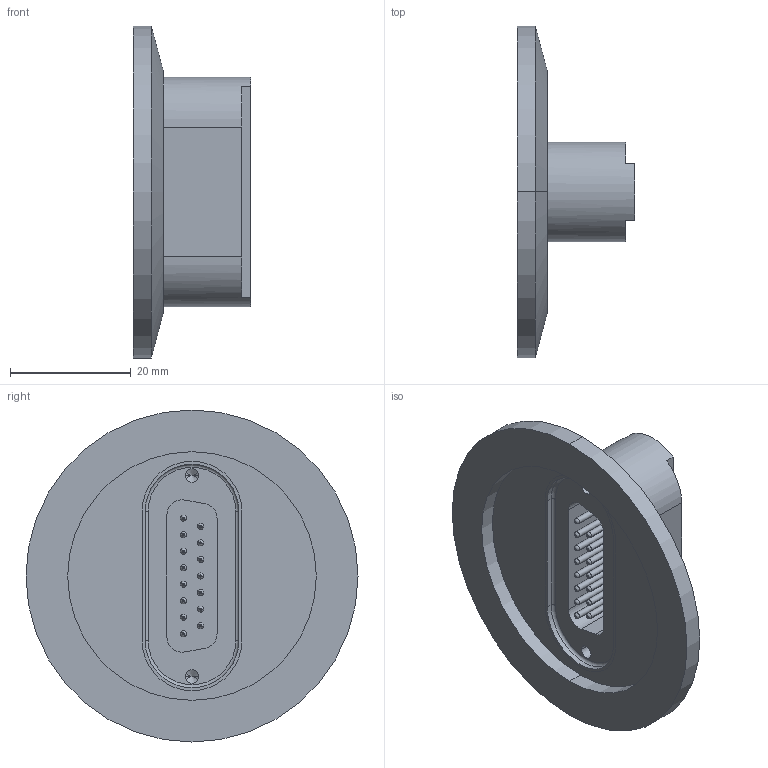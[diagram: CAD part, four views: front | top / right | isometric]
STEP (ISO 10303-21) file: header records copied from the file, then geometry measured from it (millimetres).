
FILE_DESCRIPTION (( 'STEP AP214' ), '1' );
FILE_NAME ('210-D15-K40-HC.step', '2025-02-17T20:24:00', ( '' ), ( '' ), 'SwSTEP 2.0', 'SolidWorks 2022', '' );
FILE_SCHEMA (( 'AUTOMOTIVE_DESIGN' ));
Length unit declared in the file: millimetre
Products named in the file (5): 9218-D9-37-SS-V22_15pin 1mm beschr. HC; 9210-PIN-FENI-CU_Pin vergoldet; 9210-D15-K40_DN40 KF; 210-D15-K40-HC; 218-D9-37-SS-HC_218-D15-SS-HC
Assembly tree (18 placements, depth 3):
  210-D15-K40-HC
    9210-D15-K40_DN40 KF
    218-D9-37-SS-HC_218-D15-SS-HC
      9218-D9-37-SS-V22_15pin 1mm beschr. HC
      9210-PIN-FENI-CU_Pin vergoldet  x15
Bounding box: 19.5 x 55 x 55 mm (x, y, z)
Volume: 12074.4 mm3; surface area: 9968.2 mm2
Topology: 32 solids, 32 shells, 532 faces, 1375 edges, 838 vertices
Faces by surface type: cylinder 193, plane 170, sphere 120, bspline 37, cone 10, torus 2
Entity records: 12440 total; most frequent: CARTESIAN_POINT 3724, ORIENTED_EDGE 1766, DIRECTION 1685, EDGE_CURVE 883, VERTEX_POINT 582, VECTOR 575, LINE 575, AXIS2_PLACEMENT_3D 555
